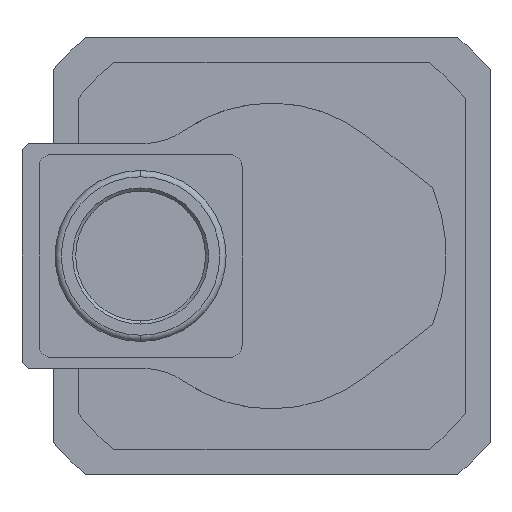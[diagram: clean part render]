
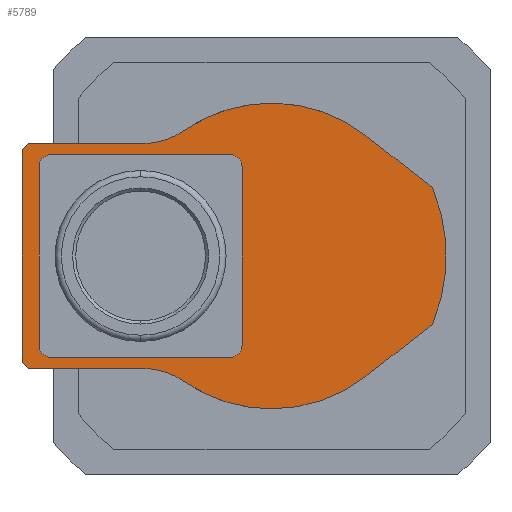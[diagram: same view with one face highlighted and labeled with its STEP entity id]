
A CAD part, left-side view. The second image highlights one B-rep face of the part: STEP entity #5789.
In plain terms, the highlighted planar face has unit normal (-1, 0, 0).
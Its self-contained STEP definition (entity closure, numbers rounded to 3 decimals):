
#61 = ORIENTED_EDGE ( 'NONE', *, *, #5117, .T. ) ;
#94 = DIRECTION ( 'NONE',  ( -1., 0., 0. ) ) ;
#151 = VECTOR ( 'NONE', #1097, 1000. ) ;
#206 = DIRECTION ( 'NONE',  ( -1., 0., 0. ) ) ;
#234 = VERTEX_POINT ( 'NONE', #5372 ) ;
#270 = ORIENTED_EDGE ( 'NONE', *, *, #5953, .T. ) ;
#287 = EDGE_CURVE ( 'NONE', #3532, #6004, #2359, .T. ) ;
#344 = EDGE_CURVE ( 'NONE', #4390, #2865, #6053, .T. ) ;
#417 = EDGE_CURVE ( 'NONE', #5407, #3106, #5907, .T. ) ;
#422 = CARTESIAN_POINT ( 'NONE',  ( -395., 13.955, 20.137 ) ) ;
#466 = CARTESIAN_POINT ( 'NONE',  ( -395., 16.756, 18. ) ) ;
#570 = DIRECTION ( 'NONE',  ( 0., 0.707, -0.707 ) ) ;
#573 = AXIS2_PLACEMENT_3D ( 'NONE', #3104, #206, #3579 ) ;
#575 = DIRECTION ( 'NONE',  ( -1., 0., 0. ) ) ;
#579 = EDGE_CURVE ( 'NONE', #4456, #234, #2139, .T. ) ;
#847 = VECTOR ( 'NONE', #3898, 1000. ) ;
#953 = CARTESIAN_POINT ( 'NONE',  ( -395., 39., -18. ) ) ;
#1047 = CARTESIAN_POINT ( 'NONE',  ( -395., 0., 0. ) ) ;
#1066 = FACE_OUTER_BOUND ( 'NONE', #1488, .T. ) ;
#1087 = VECTOR ( 'NONE', #3823, 1000. ) ;
#1097 = DIRECTION ( 'NONE',  ( 0., 0.788, 0.616 ) ) ;
#1233 = ORIENTED_EDGE ( 'NONE', *, *, #417, .T. ) ;
#1488 = EDGE_LOOP ( 'NONE', ( #1492, #1233, #1737, #4941, #3229, #61, #2720, #3606, #5513, #2024, #270, #5690, #3806 ) ) ;
#1492 = ORIENTED_EDGE ( 'NONE', *, *, #4433, .T. ) ;
#1523 = CARTESIAN_POINT ( 'NONE',  ( -395., 40., -18. ) ) ;
#1531 = DIRECTION ( 'NONE',  ( 0., 0., 1. ) ) ;
#1580 = VECTOR ( 'NONE', #5869, 1000. ) ;
#1737 = ORIENTED_EDGE ( 'NONE', *, *, #2774, .T. ) ;
#1751 = LINE ( 'NONE', #4887, #5449 ) ;
#1856 = AXIS2_PLACEMENT_3D ( 'NONE', #4840, #1957, #5316 ) ;
#1884 = CARTESIAN_POINT ( 'NONE',  ( -395., 0., 0. ) ) ;
#1914 = VECTOR ( 'NONE', #570, 1000. ) ;
#1936 = CARTESIAN_POINT ( 'NONE',  ( -395., 13.955, -20.137 ) ) ;
#1941 = VERTEX_POINT ( 'NONE', #4637 ) ;
#1957 = DIRECTION ( 'NONE',  ( 1., 0., 0. ) ) ;
#1970 = CARTESIAN_POINT ( 'NONE',  ( -395., 40., 17. ) ) ;
#2024 = ORIENTED_EDGE ( 'NONE', *, *, #2045, .T. ) ;
#2045 = EDGE_CURVE ( 'NONE', #5801, #1941, #3096, .T. ) ;
#2139 = LINE ( 'NONE', #1523, #847 ) ;
#2239 = EDGE_CURVE ( 'NONE', #3690, #4456, #5720, .T. ) ;
#2261 = CARTESIAN_POINT ( 'NONE',  ( -395., 20.791, -30. ) ) ;
#2305 = AXIS2_PLACEMENT_3D ( 'NONE', #3449, #575, #3926 ) ;
#2359 = CIRCLE ( 'NONE', #573, 24.5 ) ;
#2364 = AXIS2_PLACEMENT_3D ( 'NONE', #2261, #5622, #2750 ) ;
#2366 = DIRECTION ( 'NONE',  ( 0., 0., 1. ) ) ;
#2710 = LINE ( 'NONE', #3952, #151 ) ;
#2720 = ORIENTED_EDGE ( 'NONE', *, *, #287, .T. ) ;
#2750 = DIRECTION ( 'NONE',  ( 0., 0., 1. ) ) ;
#2774 = EDGE_CURVE ( 'NONE', #3106, #3690, #2852, .T. ) ;
#2852 = LINE ( 'NONE', #5848, #1580 ) ;
#2865 = VERTEX_POINT ( 'NONE', #5958 ) ;
#2975 = CARTESIAN_POINT ( 'NONE',  ( -395., 0., 0. ) ) ;
#3096 = CIRCLE ( 'NONE', #2305, 28. ) ;
#3104 = CARTESIAN_POINT ( 'NONE',  ( -395., 0., 0. ) ) ;
#3106 = VERTEX_POINT ( 'NONE', #1970 ) ;
#3229 = ORIENTED_EDGE ( 'NONE', *, *, #579, .T. ) ;
#3384 = CIRCLE ( 'NONE', #5666, 24.5 ) ;
#3437 = DIRECTION ( 'NONE',  ( 0., -0.788, 0.616 ) ) ;
#3449 = CARTESIAN_POINT ( 'NONE',  ( -395., 0., 0. ) ) ;
#3456 = DIRECTION ( 'NONE',  ( 0., 0., 1. ) ) ;
#3532 = VERTEX_POINT ( 'NONE', #1936 ) ;
#3579 = DIRECTION ( 'NONE',  ( 0., 0., 1. ) ) ;
#3606 = ORIENTED_EDGE ( 'NONE', *, *, #5636, .T. ) ;
#3623 = LINE ( 'NONE', #466, #1087 ) ;
#3668 = DIRECTION ( 'NONE',  ( 0., -0.707, -0.707 ) ) ;
#3690 = VERTEX_POINT ( 'NONE', #4980 ) ;
#3806 = ORIENTED_EDGE ( 'NONE', *, *, #344, .T. ) ;
#3823 = DIRECTION ( 'NONE',  ( 0., 1., 0. ) ) ;
#3888 = PLANE ( 'NONE',  #4249 ) ;
#3898 = DIRECTION ( 'NONE',  ( 0., -1., 0. ) ) ;
#3923 = CARTESIAN_POINT ( 'NONE',  ( -395., 28.5, 28.5 ) ) ;
#3926 = DIRECTION ( 'NONE',  ( 0., 0., 1. ) ) ;
#3933 = AXIS2_PLACEMENT_3D ( 'NONE', #2975, #94, #3456 ) ;
#3937 = CARTESIAN_POINT ( 'NONE',  ( -395., -25.766, -10.961 ) ) ;
#3952 = CARTESIAN_POINT ( 'NONE',  ( -395., -25.766, 10.961 ) ) ;
#4249 = AXIS2_PLACEMENT_3D ( 'NONE', #1047, #4410, #1531 ) ;
#4390 = VERTEX_POINT ( 'NONE', #422 ) ;
#4410 = DIRECTION ( 'NONE',  ( -1., 0., 0. ) ) ;
#4433 = EDGE_CURVE ( 'NONE', #2865, #5407, #3623, .T. ) ;
#4448 = VECTOR ( 'NONE', #3668, 1000. ) ;
#4456 = VERTEX_POINT ( 'NONE', #953 ) ;
#4540 = EDGE_CURVE ( 'NONE', #6082, #5801, #1751, .T. ) ;
#4581 = CARTESIAN_POINT ( 'NONE',  ( -395., 28.5, -28.5 ) ) ;
#4637 = CARTESIAN_POINT ( 'NONE',  ( -395., -25.766, 10.961 ) ) ;
#4677 = CIRCLE ( 'NONE', #2364, 12. ) ;
#4840 = CARTESIAN_POINT ( 'NONE',  ( -395., 20.791, 30. ) ) ;
#4887 = CARTESIAN_POINT ( 'NONE',  ( -395., -15.084, -19.306 ) ) ;
#4941 = ORIENTED_EDGE ( 'NONE', *, *, #2239, .T. ) ;
#4960 = CARTESIAN_POINT ( 'NONE',  ( -395., 0., -24.5 ) ) ;
#4980 = CARTESIAN_POINT ( 'NONE',  ( -395., 40., -17. ) ) ;
#5001 = CARTESIAN_POINT ( 'NONE',  ( -395., -15.084, -19.306 ) ) ;
#5117 = EDGE_CURVE ( 'NONE', #234, #3532, #4677, .T. ) ;
#5249 = DIRECTION ( 'NONE',  ( -1., 0., 0. ) ) ;
#5316 = DIRECTION ( 'NONE',  ( 0., 0., 1. ) ) ;
#5372 = CARTESIAN_POINT ( 'NONE',  ( -395., 20.791, -18. ) ) ;
#5407 = VERTEX_POINT ( 'NONE', #6011 ) ;
#5449 = VECTOR ( 'NONE', #3437, 1000. ) ;
#5513 = ORIENTED_EDGE ( 'NONE', *, *, #4540, .T. ) ;
#5622 = DIRECTION ( 'NONE',  ( 1., 0., 0. ) ) ;
#5636 = EDGE_CURVE ( 'NONE', #6004, #6082, #3384, .T. ) ;
#5650 = VERTEX_POINT ( 'NONE', #6221 ) ;
#5666 = AXIS2_PLACEMENT_3D ( 'NONE', #1884, #5249, #2366 ) ;
#5690 = ORIENTED_EDGE ( 'NONE', *, *, #5793, .T. ) ;
#5720 = LINE ( 'NONE', #4581, #4448 ) ;
#5789 = ADVANCED_FACE ( 'NONE', ( #1066 ), #3888, .T. ) ;
#5793 = EDGE_CURVE ( 'NONE', #5650, #4390, #6170, .T. ) ;
#5801 = VERTEX_POINT ( 'NONE', #3937 ) ;
#5848 = CARTESIAN_POINT ( 'NONE',  ( -395., 40., 18. ) ) ;
#5869 = DIRECTION ( 'NONE',  ( 0., 0., -1. ) ) ;
#5907 = LINE ( 'NONE', #3923, #1914 ) ;
#5953 = EDGE_CURVE ( 'NONE', #1941, #5650, #2710, .T. ) ;
#5958 = CARTESIAN_POINT ( 'NONE',  ( -395., 20.791, 18. ) ) ;
#6004 = VERTEX_POINT ( 'NONE', #4960 ) ;
#6011 = CARTESIAN_POINT ( 'NONE',  ( -395., 39., 18. ) ) ;
#6053 = CIRCLE ( 'NONE', #1856, 12. ) ;
#6082 = VERTEX_POINT ( 'NONE', #5001 ) ;
#6170 = CIRCLE ( 'NONE', #3933, 24.5 ) ;
#6221 = CARTESIAN_POINT ( 'NONE',  ( -395., -15.084, 19.306 ) ) ;
